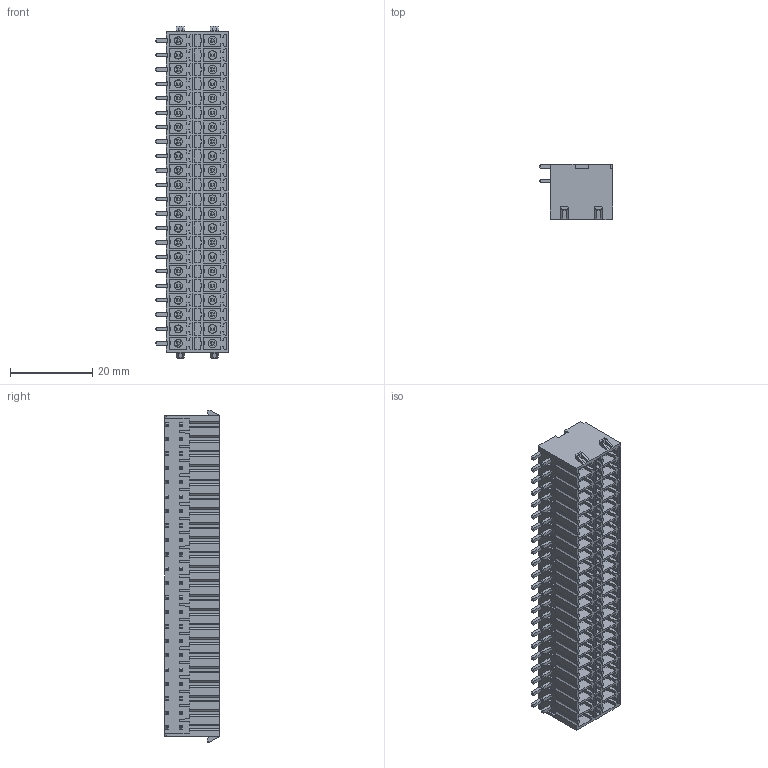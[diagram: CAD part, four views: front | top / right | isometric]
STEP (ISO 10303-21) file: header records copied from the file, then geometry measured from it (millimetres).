
FILE_DESCRIPTION((''),'2;1');
FILE_NAME('TLPHDL-007R-1','2024-09-18T13:48:18',('sheji109'),(''),'CREO PARAMETRIC BY PTC INC, 2018100','CREO PARAMETRIC BY PTC INC, 2018100','');
FILE_SCHEMA(('CONFIG_CONTROL_DESIGN'));
Products named in the file (1): TLPHDL-007R-1
Bounding box: 17.8 x 13.3 x 80.6 mm (x, y, z)
Volume: 10632.7 mm3; surface area: 13616.5 mm2
Topology: 1 solids, 1 shells, 2416 faces, 6280 edges, 4064 vertices
Faces by surface type: plane 2138, cylinder 190, cone 88
Entity records: 72735 total; most frequent: CARTESIAN_POINT 13283, ORIENTED_EDGE 12560, DIRECTION 11492, EDGE_CURVE 6280, VECTOR 5672, LINE 5672, VERTEX_POINT 4064, AXIS2_PLACEMENT_3D 2910
